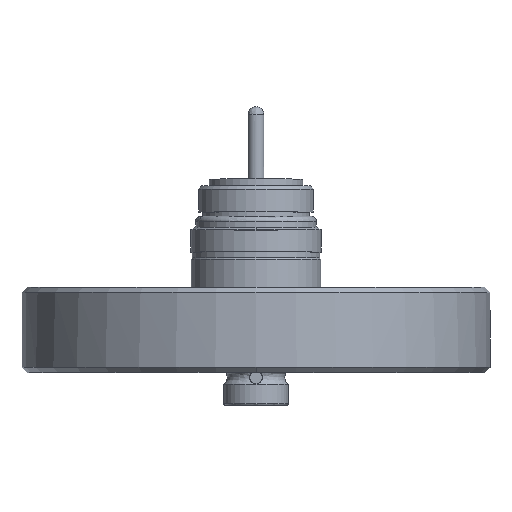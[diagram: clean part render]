
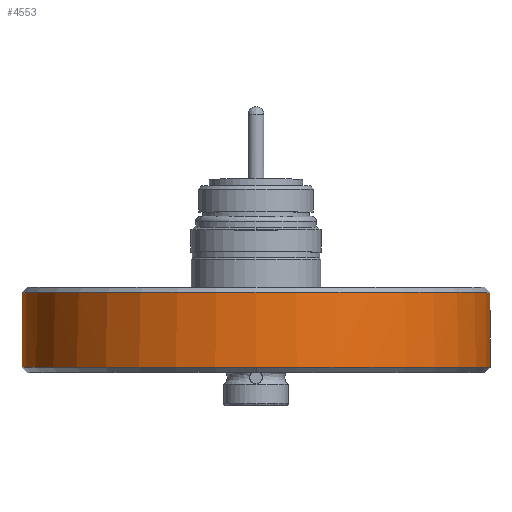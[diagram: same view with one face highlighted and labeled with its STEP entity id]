
A CAD part, top view. The second image highlights one B-rep face of the part: STEP entity #4553.
In plain terms, the highlighted cylindrical face has radius 34.925 mm (diameter 69.85 mm), a partial arc.
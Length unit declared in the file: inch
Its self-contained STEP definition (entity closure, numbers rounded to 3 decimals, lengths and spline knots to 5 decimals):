
#1200 = AXIS2_PLACEMENT_3D ( 'NONE', #2317, #2318, #2319 ) ;
#1201 = CARTESIAN_POINT ( 'NONE',  ( -1.37465, -0.80898, 0.031 ) ) ;
#1202 = CARTESIAN_POINT ( 'NONE',  ( -1.37488, -0.80899, 0.02067 ) ) ;
#1203 = CARTESIAN_POINT ( 'NONE',  ( 0., -1.14312, 0. ) ) ;
#1204 = DIRECTION ( 'NONE',  ( 0., -1., 0. ) ) ;
#1205 = DIRECTION ( 'NONE',  ( 0., 0., 1. ) ) ;
#1206 = DIRECTION ( 'NONE',  ( 0., -1., 0. ) ) ;
#1207 = CARTESIAN_POINT ( 'NONE',  ( -1.37465, 0., 0.031 ) ) ;
#1208 = CARTESIAN_POINT ( 'NONE',  ( -1.375, -0.809, 0.01033 ) ) ;
#1209 = CARTESIAN_POINT ( 'NONE',  ( -1.375, -0.809, 0. ) ) ;
#1237 = CARTESIAN_POINT ( 'NONE',  ( 1.375, -0.809, 0. ) ) ;
#1238 = CARTESIAN_POINT ( 'NONE',  ( 1.375, -0.809, 0.01033 ) ) ;
#1243 = CARTESIAN_POINT ( 'NONE',  ( 1.37488, -0.80899, 0.02067 ) ) ;
#1244 = CARTESIAN_POINT ( 'NONE',  ( 1.37465, -0.80898, 0.031 ) ) ;
#1376 = DIRECTION ( 'NONE',  ( 0., 1., 0. ) ) ;
#1380 = CARTESIAN_POINT ( 'NONE',  ( 1.375, 0., 0. ) ) ;
#1389 = CARTESIAN_POINT ( 'NONE',  ( 1.37465, 0., 0.031 ) ) ;
#1390 = DIRECTION ( 'NONE',  ( 0., 1., 0. ) ) ;
#1395 = CARTESIAN_POINT ( 'NONE',  ( 0., -1.14312, 0. ) ) ;
#1396 = DIRECTION ( 'NONE',  ( 0., -1., 0. ) ) ;
#1397 = DIRECTION ( 'NONE',  ( 0., 0., 1. ) ) ;
#2317 = CARTESIAN_POINT ( 'NONE',  ( 0., -0.70312, 0. ) ) ;
#2318 = DIRECTION ( 'NONE',  ( 0., -1., 0. ) ) ;
#2319 = DIRECTION ( 'NONE',  ( -1., 0., 0. ) ) ;
#2350 = FACE_OUTER_BOUND ( 'NONE', #3345, .T. ) ;
#2359 = CYLINDRICAL_SURFACE ( 'NONE', #3085, 1.375 ) ;
#2956 = B_SPLINE_CURVE_WITH_KNOTS ( 'NONE', 3,
 ( #1201, #1202, #1208, #1209 ),
 .UNSPECIFIED., .F., .F.,
 ( 4, 4 ),
 ( 0., 0.00079 ),
 .UNSPECIFIED. ) ;
#2991 = B_SPLINE_CURVE_WITH_KNOTS ( 'NONE', 3,
 ( #1237, #1238, #1243, #1244 ),
 .UNSPECIFIED., .F., .F.,
 ( 4, 4 ),
 ( 0.00079, 0.00157 ),
 .UNSPECIFIED. ) ;
#3085 = AXIS2_PLACEMENT_3D ( 'NONE', #5878, #5876, #5874 ) ;
#3205 = CIRCLE ( 'NONE', #3757, 1.375 ) ;
#3206 = LINE ( 'NONE', #3912, #3208 ) ;
#3208 = VECTOR ( 'NONE', #3913, 39.37008 ) ;
#3209 = LINE ( 'NONE', #1207, #3210 ) ;
#3210 = VECTOR ( 'NONE', #1206, 39.37008 ) ;
#3256 = LINE ( 'NONE', #1380, #3258 ) ;
#3258 = VECTOR ( 'NONE', #1376, 39.37008 ) ;
#3262 = CIRCLE ( 'NONE', #3725, 1.375 ) ;
#3263 = LINE ( 'NONE', #1389, #3265 ) ;
#3265 = VECTOR ( 'NONE', #1390, 39.37008 ) ;
#3345 = EDGE_LOOP ( 'NONE', ( #3626, #5221, #5218, #3658, #3532, #5222, #3534, #5214, #5237 ) ) ;
#3532 = ORIENTED_EDGE ( 'NONE', *, *, #4737, .T. ) ;
#3534 = ORIENTED_EDGE ( 'NONE', *, *, #4466, .T. ) ;
#3626 = ORIENTED_EDGE ( 'NONE', *, *, #4510, .F. ) ;
#3658 = ORIENTED_EDGE ( 'NONE', *, *, #4511, .T. ) ;
#3725 = AXIS2_PLACEMENT_3D ( 'NONE', #1395, #1396, #1397 ) ;
#3757 = AXIS2_PLACEMENT_3D ( 'NONE', #1203, #1204, #1205 ) ;
#3912 = CARTESIAN_POINT ( 'NONE',  ( -1.375, 0., 0. ) ) ;
#3913 = DIRECTION ( 'NONE',  ( 0., 1., 0. ) ) ;
#4464 = EDGE_CURVE ( 'NONE', #5433, #6253, #3205, .T. ) ;
#4465 = EDGE_CURVE ( 'NONE', #6253, #6262, #3206, .T. ) ;
#4466 = EDGE_CURVE ( 'NONE', #6261, #6262, #2956, .T. ) ;
#4467 = EDGE_CURVE ( 'NONE', #6260, #6261, #3209, .T. ) ;
#4478 = EDGE_CURVE ( 'NONE', #6256, #6258, #2991, .T. ) ;
#4506 = EDGE_CURVE ( 'NONE', #5431, #6256, #3256, .T. ) ;
#4510 = EDGE_CURVE ( 'NONE', #5431, #5433, #3262, .T. ) ;
#4511 = EDGE_CURVE ( 'NONE', #6258, #6259, #3263, .T. ) ;
#4553 = ADVANCED_FACE ( 'NONE', ( #2350 ), #2359, .T. ) ;
#4737 = EDGE_CURVE ( 'NONE', #6259, #6260, #6850, .T. ) ;
#5214 = ORIENTED_EDGE ( 'NONE', *, *, #4465, .F. ) ;
#5218 = ORIENTED_EDGE ( 'NONE', *, *, #4478, .T. ) ;
#5221 = ORIENTED_EDGE ( 'NONE', *, *, #4506, .T. ) ;
#5222 = ORIENTED_EDGE ( 'NONE', *, *, #4467, .T. ) ;
#5237 = ORIENTED_EDGE ( 'NONE', *, *, #4464, .F. ) ;
#5431 = VERTEX_POINT ( 'NONE', #6703 ) ;
#5433 = VERTEX_POINT ( 'NONE', #6698 ) ;
#5874 = DIRECTION ( 'NONE',  ( -1., 0., 0. ) ) ;
#5876 = DIRECTION ( 'NONE',  ( 0., 1., 0. ) ) ;
#5878 = CARTESIAN_POINT ( 'NONE',  ( 0., 0., 0. ) ) ;
#6253 = VERTEX_POINT ( 'NONE', #6729 ) ;
#6256 = VERTEX_POINT ( 'NONE', #6732 ) ;
#6258 = VERTEX_POINT ( 'NONE', #6734 ) ;
#6259 = VERTEX_POINT ( 'NONE', #6735 ) ;
#6260 = VERTEX_POINT ( 'NONE', #6736 ) ;
#6261 = VERTEX_POINT ( 'NONE', #6737 ) ;
#6262 = VERTEX_POINT ( 'NONE', #6738 ) ;
#6698 = CARTESIAN_POINT ( 'NONE',  ( 0., -1.14312, 1.375 ) ) ;
#6703 = CARTESIAN_POINT ( 'NONE',  ( 1.375, -1.14312, 0. ) ) ;
#6729 = CARTESIAN_POINT ( 'NONE',  ( -1.375, -1.14312, 0. ) ) ;
#6732 = CARTESIAN_POINT ( 'NONE',  ( 1.375, -0.809, 0. ) ) ;
#6734 = CARTESIAN_POINT ( 'NONE',  ( 1.37465, -0.80898, 0.031 ) ) ;
#6735 = CARTESIAN_POINT ( 'NONE',  ( 1.37465, -0.70312, 0.031 ) ) ;
#6736 = CARTESIAN_POINT ( 'NONE',  ( -1.37465, -0.70312, 0.031 ) ) ;
#6737 = CARTESIAN_POINT ( 'NONE',  ( -1.37465, -0.80898, 0.031 ) ) ;
#6738 = CARTESIAN_POINT ( 'NONE',  ( -1.375, -0.809, 0. ) ) ;
#6850 = CIRCLE ( 'NONE', #1200, 1.375 ) ;
